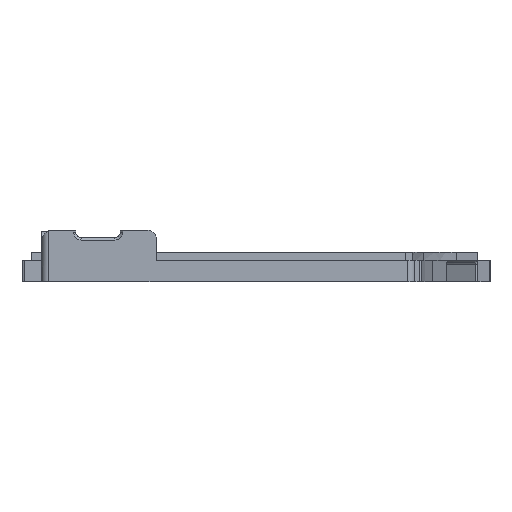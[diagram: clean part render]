
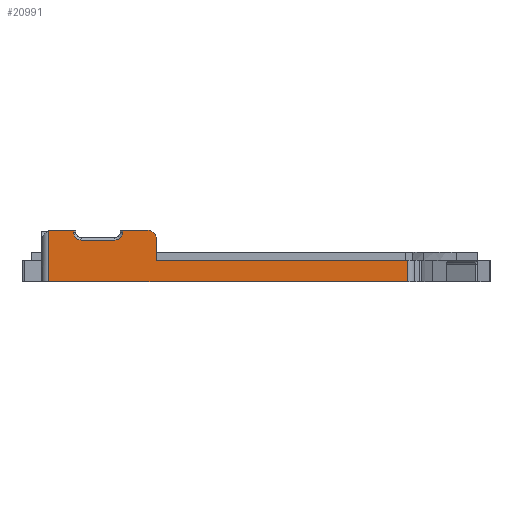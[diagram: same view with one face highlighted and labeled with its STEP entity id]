
A CAD part, left-side view. The second image highlights one B-rep face of the part: STEP entity #20991.
In plain terms, the highlighted planar face has unit normal (-1, 0, 0).
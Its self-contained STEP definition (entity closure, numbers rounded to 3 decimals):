
#1528=LINE('',#27546,#3605);
#1546=LINE('',#27616,#3623);
#1547=LINE('',#27620,#3624);
#1548=LINE('',#27622,#3625);
#1549=LINE('',#27626,#3626);
#1550=LINE('',#27630,#3627);
#1551=LINE('',#27632,#3628);
#1552=LINE('',#27634,#3629);
#1553=LINE('',#27636,#3630);
#1554=LINE('',#27638,#3631);
#1555=LINE('',#27639,#3632);
#3605=VECTOR('',#23311,10.);
#3623=VECTOR('',#23341,10.);
#3624=VECTOR('',#23344,10.);
#3625=VECTOR('',#23345,10.);
#3626=VECTOR('',#23348,10.);
#3627=VECTOR('',#23351,10.);
#3628=VECTOR('',#23352,10.);
#3629=VECTOR('',#23353,10.);
#3630=VECTOR('',#23354,10.);
#3631=VECTOR('',#23355,10.);
#3632=VECTOR('',#23356,10.);
#5811=FACE_OUTER_BOUND('',#6992,.T.);
#6992=EDGE_LOOP('',(#13960,#13961,#13962,#13963,#13964,#13965,#13966,#13967,
#13968,#13969,#13970,#13971,#13972,#13973));
#8269=CIRCLE('',#22205,1.8);
#8270=CIRCLE('',#22206,1.7);
#8271=CIRCLE('',#22207,1.7);
#8516=VERTEX_POINT('',#27543);
#8517=VERTEX_POINT('',#27545);
#8543=VERTEX_POINT('',#27615);
#8544=VERTEX_POINT('',#27617);
#8545=VERTEX_POINT('',#27619);
#8546=VERTEX_POINT('',#27621);
#8547=VERTEX_POINT('',#27623);
#8548=VERTEX_POINT('',#27625);
#8549=VERTEX_POINT('',#27627);
#8550=VERTEX_POINT('',#27629);
#8551=VERTEX_POINT('',#27631);
#8552=VERTEX_POINT('',#27633);
#8553=VERTEX_POINT('',#27635);
#8554=VERTEX_POINT('',#27637);
#10672=EDGE_CURVE('',#8517,#8516,#1528,.T.);
#10699=EDGE_CURVE('',#8543,#8516,#1546,.T.);
#10700=EDGE_CURVE('',#8543,#8544,#8269,.T.);
#10701=EDGE_CURVE('',#8545,#8544,#1547,.T.);
#10702=EDGE_CURVE('',#8546,#8545,#1548,.T.);
#10703=EDGE_CURVE('',#8547,#8546,#8270,.T.);
#10704=EDGE_CURVE('',#8548,#8547,#1549,.T.);
#10705=EDGE_CURVE('',#8549,#8548,#8271,.T.);
#10706=EDGE_CURVE('',#8550,#8549,#1550,.T.);
#10707=EDGE_CURVE('',#8551,#8550,#1551,.T.);
#10708=EDGE_CURVE('',#8551,#8552,#1552,.T.);
#10709=EDGE_CURVE('',#8552,#8553,#1553,.T.);
#10710=EDGE_CURVE('',#8554,#8553,#1554,.T.);
#10711=EDGE_CURVE('',#8517,#8554,#1555,.T.);
#13960=ORIENTED_EDGE('',*,*,#10672,.T.);
#13961=ORIENTED_EDGE('',*,*,#10699,.F.);
#13962=ORIENTED_EDGE('',*,*,#10700,.T.);
#13963=ORIENTED_EDGE('',*,*,#10701,.F.);
#13964=ORIENTED_EDGE('',*,*,#10702,.F.);
#13965=ORIENTED_EDGE('',*,*,#10703,.F.);
#13966=ORIENTED_EDGE('',*,*,#10704,.F.);
#13967=ORIENTED_EDGE('',*,*,#10705,.F.);
#13968=ORIENTED_EDGE('',*,*,#10706,.F.);
#13969=ORIENTED_EDGE('',*,*,#10707,.F.);
#13970=ORIENTED_EDGE('',*,*,#10708,.T.);
#13971=ORIENTED_EDGE('',*,*,#10709,.T.);
#13972=ORIENTED_EDGE('',*,*,#10710,.F.);
#13973=ORIENTED_EDGE('',*,*,#10711,.F.);
#20414=PLANE('',#22204);
#20991=ADVANCED_FACE('',(#5811),#20414,.T.);
#22204=AXIS2_PLACEMENT_3D('',#27614,#23339,#23340);
#22205=AXIS2_PLACEMENT_3D('',#27618,#23342,#23343);
#22206=AXIS2_PLACEMENT_3D('',#27624,#23346,#23347);
#22207=AXIS2_PLACEMENT_3D('',#27628,#23349,#23350);
#23311=DIRECTION('',(0.,1.,0.));
#23339=DIRECTION('center_axis',(-1.,0.,0.));
#23340=DIRECTION('ref_axis',(0.,1.,0.));
#23341=DIRECTION('',(0.,0.,-1.));
#23342=DIRECTION('center_axis',(-1.,0.,0.));
#23343=DIRECTION('ref_axis',(0.,-1.,0.));
#23344=DIRECTION('',(0.,-1.,0.));
#23345=DIRECTION('',(0.,0.,1.));
#23346=DIRECTION('center_axis',(-1.,0.,0.));
#23347=DIRECTION('ref_axis',(0.,0.,-1.));
#23348=DIRECTION('',(0.,-1.,0.));
#23349=DIRECTION('center_axis',(-1.,0.,0.));
#23350=DIRECTION('ref_axis',(0.,1.,0.));
#23351=DIRECTION('',(0.,0.,-1.));
#23352=DIRECTION('',(0.,-1.,0.));
#23353=DIRECTION('',(0.,0.826,-0.563));
#23354=DIRECTION('',(0.,0.,-1.));
#23355=DIRECTION('',(0.,1.,0.));
#23356=DIRECTION('',(0.,0.,-1.));
#27543=CARTESIAN_POINT('',(28.638,-71.9,-2.2));
#27545=CARTESIAN_POINT('',(28.638,-125.096,-2.2));
#27546=CARTESIAN_POINT('',(28.638,-93.006,-2.2));
#27614=CARTESIAN_POINT('Origin',(28.638,-71.9,-2.));
#27615=CARTESIAN_POINT('',(28.638,-71.9,2.395));
#27616=CARTESIAN_POINT('',(28.638,-71.9,-2.));
#27617=CARTESIAN_POINT('',(28.638,-70.1,4.195));
#27618=CARTESIAN_POINT('Origin',(28.638,-70.1,2.395));
#27619=CARTESIAN_POINT('',(28.638,-64.8,4.195));
#27620=CARTESIAN_POINT('',(28.638,-49.155,4.195));
#27621=CARTESIAN_POINT('',(28.638,-64.8,3.81));
#27622=CARTESIAN_POINT('',(28.638,-64.8,2.24));
#27623=CARTESIAN_POINT('',(28.638,-63.1,2.11));
#27624=CARTESIAN_POINT('Origin',(28.638,-63.1,3.81));
#27625=CARTESIAN_POINT('',(28.638,-56.1,2.11));
#27626=CARTESIAN_POINT('',(28.638,-55.378,2.11));
#27627=CARTESIAN_POINT('',(28.638,-54.4,3.81));
#27628=CARTESIAN_POINT('Origin',(28.638,-56.1,3.81));
#27629=CARTESIAN_POINT('',(28.638,-54.4,4.195));
#27630=CARTESIAN_POINT('',(28.638,-54.4,1.655));
#27631=CARTESIAN_POINT('',(28.638,-49.269,4.195));
#27632=CARTESIAN_POINT('',(28.638,-49.155,4.195));
#27633=CARTESIAN_POINT('',(28.638,-49.155,4.117));
#27634=CARTESIAN_POINT('',(28.638,-47.969,3.309));
#27635=CARTESIAN_POINT('',(28.638,-49.155,-6.7));
#27636=CARTESIAN_POINT('',(28.638,-49.155,-2.2));
#27637=CARTESIAN_POINT('',(28.638,-125.096,-6.7));
#27638=CARTESIAN_POINT('',(28.638,-101.733,-6.7));
#27639=CARTESIAN_POINT('',(28.638,-125.096,-2.2));
